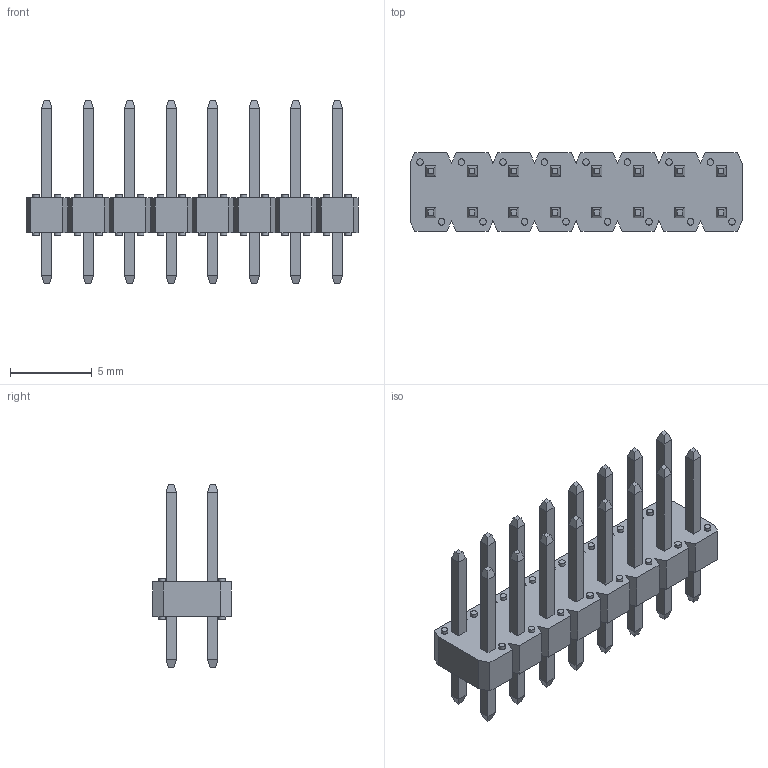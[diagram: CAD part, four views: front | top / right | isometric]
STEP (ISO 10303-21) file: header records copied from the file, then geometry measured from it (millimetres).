
FILE_DESCRIPTION(('FreeCAD Model'),'2;1');
FILE_NAME('Header 8x2 rt angle 0.1 inch pitch thru.step','2021-09-22T12:10:00',('Author'),(''), 'Open CASCADE STEP processor 7.3','FreeCAD','Unknown');
FILE_SCHEMA(('AUTOMOTIVE_DESIGN { 1 0 10303 214 1 1 1 1 }'));
Length unit declared in the file: millimetre
Products named in the file (1): header_8x2_vert_t-h
Bounding box: 20.32 x 4.82 x 11.25 mm (x, y, z)
Volume: 259.9 mm3; surface area: 683.5 mm2
Topology: 1 solids, 1 shells, 404 faces, 886 edges, 548 vertices
Faces by surface type: plane 244, bspline 128, cylinder 32
Full cylindrical faces by diameter (mm): 0.4 x32
Entity records: 24929 total; most frequent: CARTESIAN_POINT 4443, DIRECTION 2988, LINE 2274, VECTOR 2274, ORIENTED_EDGE 1772, PCURVE 1772, DEFINITIONAL_REPRESENTATION 1772, EDGE_CURVE 886
